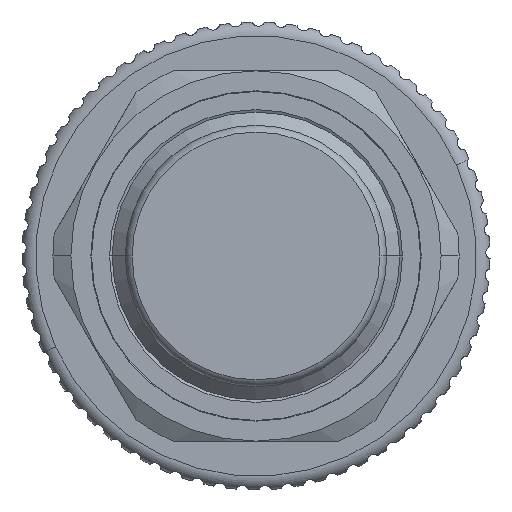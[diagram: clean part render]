
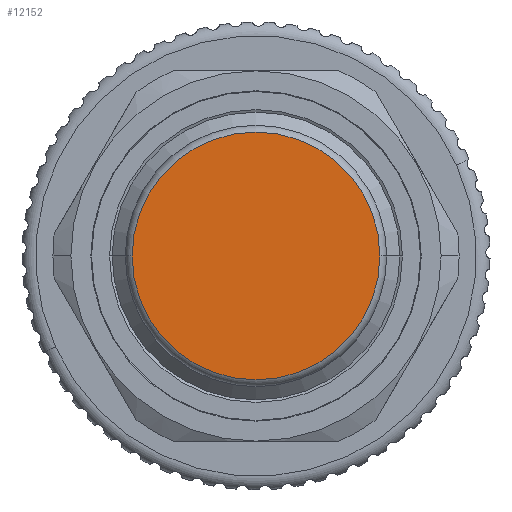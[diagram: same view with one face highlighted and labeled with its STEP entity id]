
A CAD part, front view. The second image highlights one B-rep face of the part: STEP entity #12152.
In plain terms, the highlighted planar face has unit normal (0, -1, 0).
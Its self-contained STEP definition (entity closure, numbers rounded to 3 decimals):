
#98 = DIRECTION ( 'NONE',  ( 0., 0., 1. ) ) ;
#210 = AXIS2_PLACEMENT_3D ( 'NONE', #15322, #4864, #6116 ) ;
#215 = FACE_OUTER_BOUND ( 'NONE', #5986, .T. ) ;
#1894 = CARTESIAN_POINT ( 'NONE',  ( 9., -1., 0. ) ) ;
#1940 = ORIENTED_EDGE ( 'NONE', *, *, #4330, .T. ) ;
#3711 = VERTEX_POINT ( 'NONE', #1894 ) ;
#4330 = EDGE_CURVE ( 'Defeature ausgef�hrt1_286+Defeature ausgef�hrt1_287+Defeature ausgef�hrt1_287+Defeature ausgef�hrt1_287', #3711, #14606, #5789, .T. ) ;
#4864 = DIRECTION ( 'NONE',  ( 0., 1., 0. ) ) ;
#5739 = ORIENTED_EDGE ( 'NONE', *, *, #11045, .T. ) ;
#5789 = CIRCLE ( 'NONE', #11218, 9. ) ;
#5849 = DIRECTION ( 'NONE',  ( 0., -1., 0. ) ) ;
#5986 = EDGE_LOOP ( 'NONE', ( #1940, #5739 ) ) ;
#6116 = DIRECTION ( 'NONE',  ( 0., 0., -1. ) ) ;
#6880 = CIRCLE ( 'NONE', #13058, 9. ) ;
#9488 = CARTESIAN_POINT ( 'NONE',  ( 0., -1., 0. ) ) ;
#9757 = PLANE ( 'NONE',  #210 ) ;
#10274 = DIRECTION ( 'NONE',  ( 0., -1., 0. ) ) ;
#11045 = EDGE_CURVE ( 'Defeature ausgef�hrt1_286+Defeature ausgef�hrt1_287+Defeature ausgef�hrt1_287+Defeature ausgef�hrt1_287', #14606, #3711, #6880, .T. ) ;
#11218 = AXIS2_PLACEMENT_3D ( 'NONE', #11514, #10274, #13598 ) ;
#11514 = CARTESIAN_POINT ( 'NONE',  ( 0., -1., 0. ) ) ;
#12152 = ADVANCED_FACE ( 'Defeature ausgef�hrt1_286', ( #215 ), #9757, .F. ) ;
#13058 = AXIS2_PLACEMENT_3D ( 'NONE', #9488, #5849, #98 ) ;
#13598 = DIRECTION ( 'NONE',  ( 0., 0., 1. ) ) ;
#14441 = CARTESIAN_POINT ( 'NONE',  ( -9., -1., 0. ) ) ;
#14606 = VERTEX_POINT ( 'NONE', #14441 ) ;
#15322 = CARTESIAN_POINT ( 'NONE',  ( 0., -1., 0. ) ) ;
